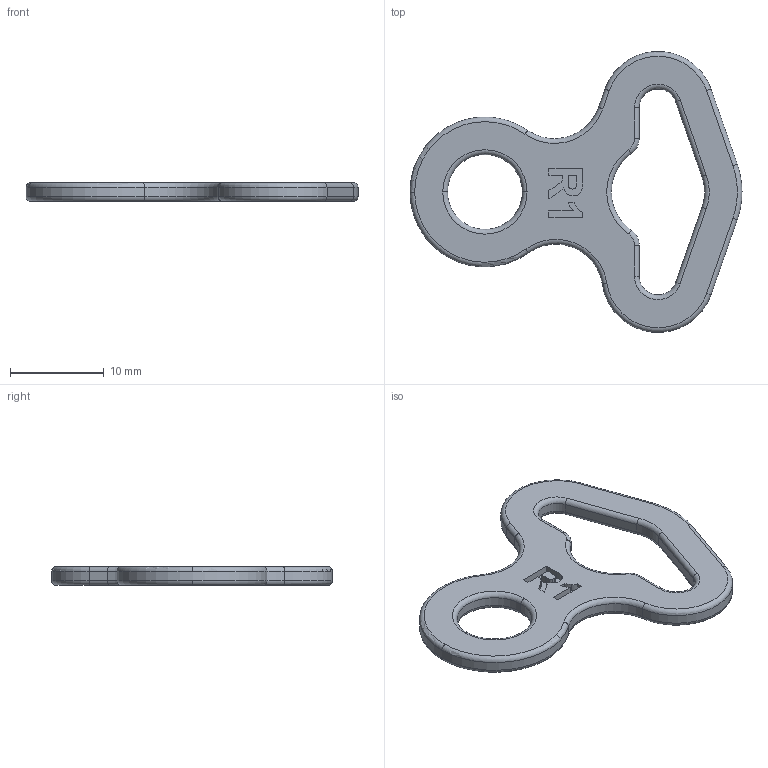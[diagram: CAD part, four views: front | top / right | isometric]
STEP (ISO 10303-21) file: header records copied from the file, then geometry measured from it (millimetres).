
FILE_DESCRIPTION(('CATIA V6 STEP','CAx-IF Rec.Pracs.--- Model Styling and Organization---1.4--- 2014-01-23'),'2;1');
FILE_NAME('128835-01 FACESHIELD CLOTH TIE A.1 Released.stp','2020-04-04T19:43:43+00:00',('none'),('none'),'3DEXPERIENCE Platform3DEXPERIENCE R2017x HotFix 12','3DEXPERIENCE Platform STEP AP214','none');
FILE_SCHEMA(('AUTOMOTIVE_DESIGN { 1 0 10303 214 1 1 1 1 }'));
Length unit declared in the file: millimetre
Products named in the file (1): Cloth Tie Adapter
Bounding box: 35.44 x 29.97 x 2 mm (x, y, z)
Volume: 869.9 mm3; surface area: 1216.5 mm2
Topology: 1 solids, 1 shells, 105 faces, 302 edges, 202 vertices
Faces by surface type: torus 30, plane 28, cylinder 28, bspline 19
Entity records: 3647 total; most frequent: CARTESIAN_POINT 1097, ORIENTED_EDGE 604, DIRECTION 383, EDGE_CURVE 302, AXIS2_PLACEMENT_3D 213, VERTEX_POINT 202, CIRCLE 138, EDGE_LOOP 112
